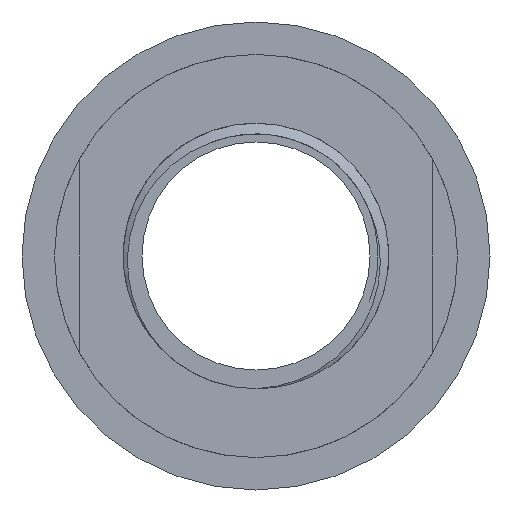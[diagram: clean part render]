
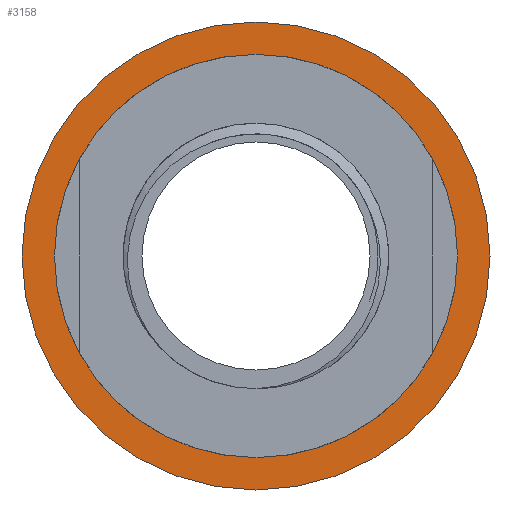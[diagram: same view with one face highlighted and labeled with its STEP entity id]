
A CAD part, left-side view. The second image highlights one B-rep face of the part: STEP entity #3158.
In plain terms, the highlighted planar face has unit normal (-1, 0, 0).
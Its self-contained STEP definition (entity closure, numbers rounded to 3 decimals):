
#173 = CARTESIAN_POINT ( 'NONE',  ( -7., 0., 0. ) ) ;
#346 = VERTEX_POINT ( 'NONE', #3404 ) ;
#348 = CARTESIAN_POINT ( 'NONE',  ( -7., 0., 11.9 ) ) ;
#407 = AXIS2_PLACEMENT_3D ( 'NONE', #173, #531, #863 ) ;
#509 = EDGE_CURVE ( 'NONE', #693, #3493, #2063, .T. ) ;
#531 = DIRECTION ( 'NONE',  ( -1., 0., 0. ) ) ;
#675 = DIRECTION ( 'NONE',  ( -1., 0., 0. ) ) ;
#686 = EDGE_LOOP ( 'NONE', ( #3571, #2354 ) ) ;
#693 = VERTEX_POINT ( 'NONE', #3218 ) ;
#863 = DIRECTION ( 'NONE',  ( 0., 0., 1. ) ) ;
#905 = DIRECTION ( 'NONE',  ( 0., 0., 1. ) ) ;
#924 = CARTESIAN_POINT ( 'NONE',  ( -7., 0., 0. ) ) ;
#1428 = EDGE_CURVE ( 'NONE', #346, #2597, #2851, .T. ) ;
#1673 = CIRCLE ( 'NONE', #1879, 10.25 ) ;
#1879 = AXIS2_PLACEMENT_3D ( 'NONE', #3798, #3241, #2258 ) ;
#2063 = CIRCLE ( 'NONE', #2588, 11.9 ) ;
#2258 = DIRECTION ( 'NONE',  ( 0., 0., 1. ) ) ;
#2268 = AXIS2_PLACEMENT_3D ( 'NONE', #2342, #2676, #3343 ) ;
#2342 = CARTESIAN_POINT ( 'NONE',  ( -7., 0., 0. ) ) ;
#2354 = ORIENTED_EDGE ( 'NONE', *, *, #509, .T. ) ;
#2401 = EDGE_LOOP ( 'NONE', ( #3705, #3538 ) ) ;
#2426 = FACE_BOUND ( 'NONE', #2401, .T. ) ;
#2588 = AXIS2_PLACEMENT_3D ( 'NONE', #924, #3757, #905 ) ;
#2590 = EDGE_CURVE ( 'NONE', #2597, #346, #1673, .T. ) ;
#2597 = VERTEX_POINT ( 'NONE', #3199 ) ;
#2676 = DIRECTION ( 'NONE',  ( -1., 0., 0. ) ) ;
#2722 = EDGE_CURVE ( 'NONE', #3493, #693, #3463, .T. ) ;
#2842 = CARTESIAN_POINT ( 'NONE',  ( -7., 0., 0. ) ) ;
#2851 = CIRCLE ( 'NONE', #3059, 10.25 ) ;
#3051 = FACE_OUTER_BOUND ( 'NONE', #686, .T. ) ;
#3059 = AXIS2_PLACEMENT_3D ( 'NONE', #2842, #675, #3549 ) ;
#3158 = ADVANCED_FACE ( 'NONE', ( #3051, #2426 ), #3713, .T. ) ;
#3199 = CARTESIAN_POINT ( 'NONE',  ( -7., 0., -10.25 ) ) ;
#3218 = CARTESIAN_POINT ( 'NONE',  ( -7., 0., -11.9 ) ) ;
#3241 = DIRECTION ( 'NONE',  ( -1., 0., 0. ) ) ;
#3343 = DIRECTION ( 'NONE',  ( 0., 0., 1. ) ) ;
#3404 = CARTESIAN_POINT ( 'NONE',  ( -7., 0., 10.25 ) ) ;
#3463 = CIRCLE ( 'NONE', #2268, 11.9 ) ;
#3493 = VERTEX_POINT ( 'NONE', #348 ) ;
#3538 = ORIENTED_EDGE ( 'NONE', *, *, #2590, .F. ) ;
#3549 = DIRECTION ( 'NONE',  ( 0., 0., 1. ) ) ;
#3571 = ORIENTED_EDGE ( 'NONE', *, *, #2722, .T. ) ;
#3705 = ORIENTED_EDGE ( 'NONE', *, *, #1428, .F. ) ;
#3713 = PLANE ( 'NONE',  #407 ) ;
#3757 = DIRECTION ( 'NONE',  ( -1., 0., 0. ) ) ;
#3798 = CARTESIAN_POINT ( 'NONE',  ( -7., 0., 0. ) ) ;
